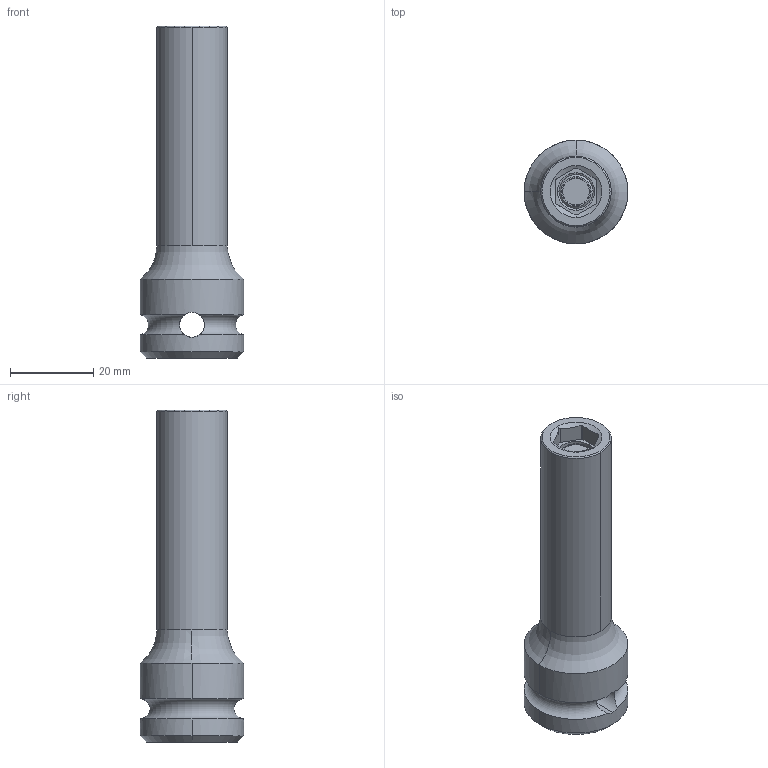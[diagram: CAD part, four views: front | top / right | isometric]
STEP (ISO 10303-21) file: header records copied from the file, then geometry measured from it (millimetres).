
FILE_DESCRIPTION((''),'2;1');
FILE_NAME('4027134010','2023-09-25T15:47:14',('a00565553'),(''),'CREO PARAMETRIC BY PTC INC, 2022414','CREO PARAMETRIC BY PTC INC, 2022414','');
FILE_SCHEMA(('CONFIG_CONTROL_DESIGN','GEOMETRIC_VALIDATION_PROPERTIES_MIM'));
Length unit declared in the file: millimetre
Products named in the file (1): 4027134010
Bounding box: 25 x 25 x 80 mm (x, y, z)
Volume: 17000.7 mm3; surface area: 9689.1 mm2
Topology: 5 solids, 5 shells, 98 faces, 235 edges, 143 vertices
Faces by surface type: cylinder 35, plane 25, cone 16, torus 14, bspline 8
Entity records: 6200 total; most frequent: CARTESIAN_POINT 3724, DIRECTION 468, ORIENTED_EDGE 466, EDGE_CURVE 233, AXIS2_PLACEMENT_3D 196, VERTEX_POINT 143, CIRCLE 106, EDGE_LOOP 104
